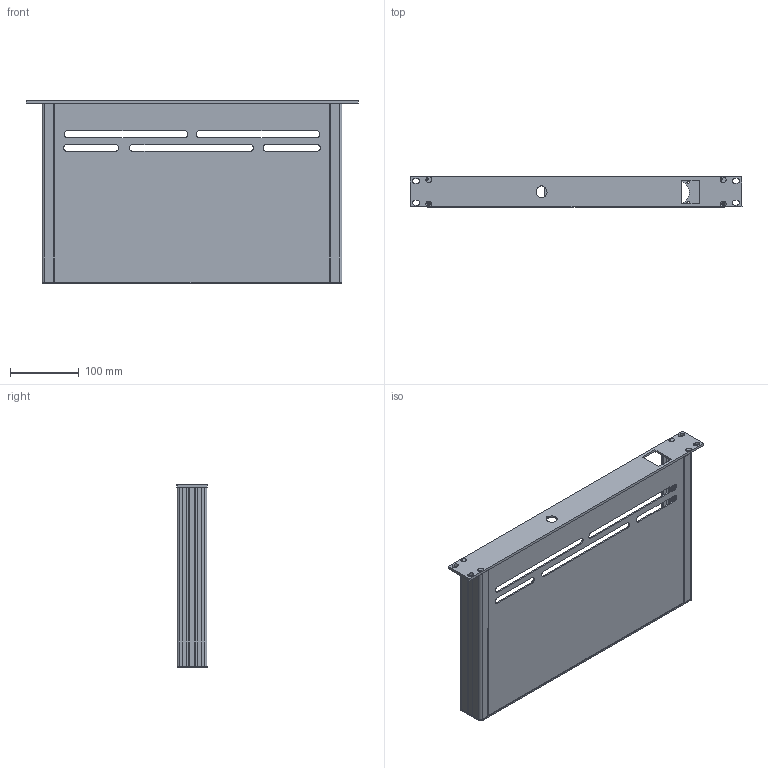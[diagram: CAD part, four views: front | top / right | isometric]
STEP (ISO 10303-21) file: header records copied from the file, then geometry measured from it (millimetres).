
FILE_DESCRIPTION(/* description */ ('','CAx-IF Rec.Pracs.---Representation and Presentation of Product Manufacturing Information (PMI)---4.0---2014-10-13'),/* implementation_level */ '2;1');
FILE_NAME(/* name */ 'Housing Power Distribution.step',/* time_stamp */ '2025-02-12T11:15:31+01:00',/* author */ (''),/* organization */ (''),/* preprocessor_version */ 'ST-DEVELOPER v20',/* originating_system */ 'Autodesk Translation Framework v13.20.0.188',/* authorisation */ '');
FILE_SCHEMA (('AP242_MANAGED_MODEL_BASED_3D_ENGINEERING_MIM_LF { 1 0 10303 442 1 1 4 }'));
Length unit declared in the file: millimetre
Products named in the file (9): Housing Power Distribution Fuse; H0402F-E001F2E; H0402F-E001F1E; SH-M3X8; 001001401; H0403F-E001R2E; H0403F-E001R1E; 001000101; 001009750
Assembly tree (11 placements, depth 3):
  Housing Power Distribution Fuse
    H0402F-E001F2E
      H0402F-E001F1E
      SH-M3X8  x2
    001001401  x2
    H0403F-E001R2E
      H0403F-E001R1E
      001000101  x2
    001009750
Bounding box: 482.61 x 43.7 x 266 mm (x, y, z)
Volume: 423989 mm3; surface area: 403841.7 mm2
Topology: 9 solids, 9 shells, 360 faces, 990 edges, 654 vertices
Faces by surface type: plane 220, cylinder 128, cone 12
Full cylindrical faces by diameter (mm): 0.1 x4, 0.2 x2, 0.7 x2, 2.459 x4, 3.2 x4, 4.2 x8, 5 x4, 6.5 x4, 16 x1, 33 x1
Entity records: 8531 total; most frequent: DIRECTION 1456, CARTESIAN_POINT 1448, ORIENTED_EDGE 1404, EDGE_CURVE 702, LINE 488, VECTOR 488, AXIS2_PLACEMENT_3D 484, VERTEX_POINT 464
